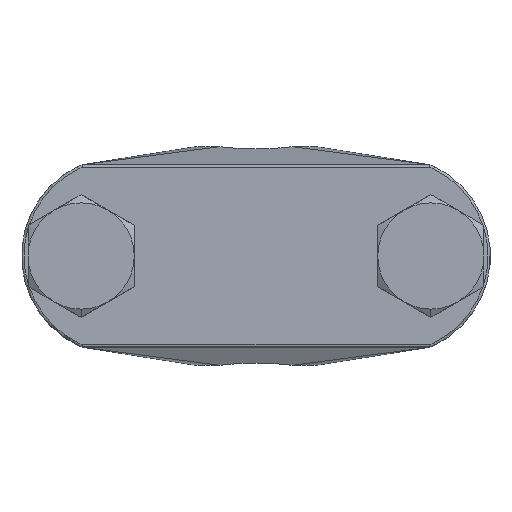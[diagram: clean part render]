
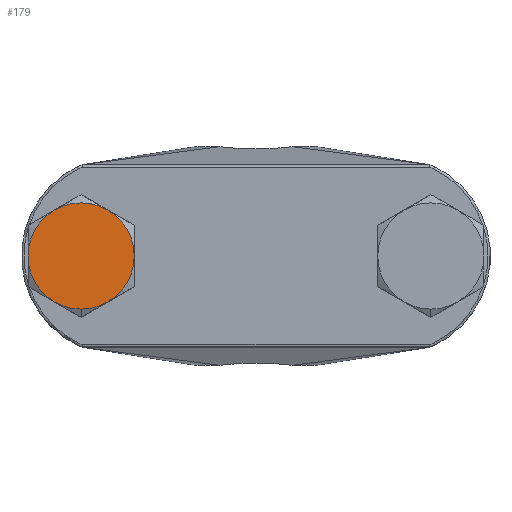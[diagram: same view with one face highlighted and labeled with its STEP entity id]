
A CAD part, front view. The second image highlights one B-rep face of the part: STEP entity #179.
In plain terms, the highlighted planar face has unit normal (0, -1, 0).
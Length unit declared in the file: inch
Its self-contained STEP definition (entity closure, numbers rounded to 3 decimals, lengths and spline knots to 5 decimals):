
#172 = CARTESIAN_POINT ( 'NONE',  ( -0.72, -0.2763, 0. ) ) ;
#179 = ADVANCED_FACE ( 'NONE', ( #3019 ), #1700, .T. ) ;
#256 = ORIENTED_EDGE ( 'NONE', *, *, #3444, .T. ) ;
#372 = VERTEX_POINT ( 'NONE', #1503 ) ;
#406 = CARTESIAN_POINT ( 'NONE',  ( -0.72, -0.2763, 0. ) ) ;
#438 = DIRECTION ( 'NONE',  ( 0., -1., 0. ) ) ;
#456 = DIRECTION ( 'NONE',  ( 0., 0., -1. ) ) ;
#586 = AXIS2_PLACEMENT_3D ( 'NONE', #1666, #1682, #3122 ) ;
#606 = DIRECTION ( 'NONE',  ( 0., -1., 0. ) ) ;
#649 = ORIENTED_EDGE ( 'NONE', *, *, #820, .T. ) ;
#704 = DIRECTION ( 'NONE',  ( 0., 0., -1. ) ) ;
#759 = CIRCLE ( 'NONE', #2044, 0.21875 ) ;
#820 = EDGE_CURVE ( 'NONE', #1186, #3427, #2112, .T. ) ;
#878 = DIRECTION ( 'NONE',  ( 0., 0., -1. ) ) ;
#889 = DIRECTION ( 'NONE',  ( 0., 0., -1. ) ) ;
#900 = CARTESIAN_POINT ( 'NONE',  ( -0.72, -0.2763, 0. ) ) ;
#939 = ORIENTED_EDGE ( 'NONE', *, *, #3484, .T. ) ;
#1090 = CARTESIAN_POINT ( 'NONE',  ( -0.82937, -0.2763, 0.18944 ) ) ;
#1186 = VERTEX_POINT ( 'NONE', #1090 ) ;
#1233 = CARTESIAN_POINT ( 'NONE',  ( -0.72, -0.2763, 0. ) ) ;
#1238 = CARTESIAN_POINT ( 'NONE',  ( -0.61062, -0.2763, 0.18944 ) ) ;
#1364 = AXIS2_PLACEMENT_3D ( 'NONE', #3429, #606, #878 ) ;
#1378 = DIRECTION ( 'NONE',  ( 0., -1., 0. ) ) ;
#1394 = CARTESIAN_POINT ( 'NONE',  ( -0.61062, -0.2763, -0.18944 ) ) ;
#1503 = CARTESIAN_POINT ( 'NONE',  ( -0.72, -0.2763, -0.21875 ) ) ;
#1508 = ORIENTED_EDGE ( 'NONE', *, *, #2083, .T. ) ;
#1514 = DIRECTION ( 'NONE',  ( 0., 0., -1. ) ) ;
#1570 = AXIS2_PLACEMENT_3D ( 'NONE', #3093, #1378, #3130 ) ;
#1666 = CARTESIAN_POINT ( 'NONE',  ( -0.72, -0.2763, 0. ) ) ;
#1682 = DIRECTION ( 'NONE',  ( 0., -1., 0. ) ) ;
#1700 = PLANE ( 'NONE',  #3229 ) ;
#2044 = AXIS2_PLACEMENT_3D ( 'NONE', #406, #3268, #704 ) ;
#2049 = CIRCLE ( 'NONE', #1364, 0.21875 ) ;
#2060 = AXIS2_PLACEMENT_3D ( 'NONE', #172, #438, #456 ) ;
#2083 = EDGE_CURVE ( 'NONE', #2726, #372, #2131, .T. ) ;
#2094 = VERTEX_POINT ( 'NONE', #1394 ) ;
#2108 = DIRECTION ( 'NONE',  ( 0., -1., 0. ) ) ;
#2112 = CIRCLE ( 'NONE', #1570, 0.21875 ) ;
#2131 = CIRCLE ( 'NONE', #586, 0.21875 ) ;
#2171 = ORIENTED_EDGE ( 'NONE', *, *, #2926, .T. ) ;
#2183 = CIRCLE ( 'NONE', #3081, 0.21875 ) ;
#2203 = EDGE_CURVE ( 'NONE', #2094, #2809, #2889, .T. ) ;
#2206 = ORIENTED_EDGE ( 'NONE', *, *, #2203, .T. ) ;
#2357 = EDGE_CURVE ( 'NONE', #2809, #2589, #759, .T. ) ;
#2407 = CIRCLE ( 'NONE', #2060, 0.21875 ) ;
#2512 = EDGE_LOOP ( 'NONE', ( #1508, #2171, #2206, #3028, #256, #649, #939 ) ) ;
#2589 = VERTEX_POINT ( 'NONE', #1238 ) ;
#2644 = DIRECTION ( 'NONE',  ( 0., 0., -1. ) ) ;
#2676 = CARTESIAN_POINT ( 'NONE',  ( -0.93875, -0.2763, 0. ) ) ;
#2683 = AXIS2_PLACEMENT_3D ( 'NONE', #900, #3476, #889 ) ;
#2726 = VERTEX_POINT ( 'NONE', #3132 ) ;
#2809 = VERTEX_POINT ( 'NONE', #3117 ) ;
#2889 = CIRCLE ( 'NONE', #2683, 0.21875 ) ;
#2926 = EDGE_CURVE ( 'NONE', #372, #2094, #2049, .T. ) ;
#3019 = FACE_OUTER_BOUND ( 'NONE', #2512, .T. ) ;
#3028 = ORIENTED_EDGE ( 'NONE', *, *, #2357, .T. ) ;
#3081 = AXIS2_PLACEMENT_3D ( 'NONE', #1233, #2108, #1514 ) ;
#3093 = CARTESIAN_POINT ( 'NONE',  ( -0.72, -0.2763, 0. ) ) ;
#3117 = CARTESIAN_POINT ( 'NONE',  ( -0.50125, -0.2763, 0. ) ) ;
#3122 = DIRECTION ( 'NONE',  ( 0., 0., -1. ) ) ;
#3130 = DIRECTION ( 'NONE',  ( 0., 0., -1. ) ) ;
#3132 = CARTESIAN_POINT ( 'NONE',  ( -0.82937, -0.2763, -0.18944 ) ) ;
#3181 = DIRECTION ( 'NONE',  ( 0., -1., 0. ) ) ;
#3229 = AXIS2_PLACEMENT_3D ( 'NONE', #3440, #3181, #2644 ) ;
#3268 = DIRECTION ( 'NONE',  ( 0., -1., 0. ) ) ;
#3427 = VERTEX_POINT ( 'NONE', #2676 ) ;
#3429 = CARTESIAN_POINT ( 'NONE',  ( -0.72, -0.2763, 0. ) ) ;
#3440 = CARTESIAN_POINT ( 'NONE',  ( 0., -0.2763, 0. ) ) ;
#3444 = EDGE_CURVE ( 'NONE', #2589, #1186, #2183, .T. ) ;
#3476 = DIRECTION ( 'NONE',  ( 0., -1., 0. ) ) ;
#3484 = EDGE_CURVE ( 'NONE', #3427, #2726, #2407, .T. ) ;
